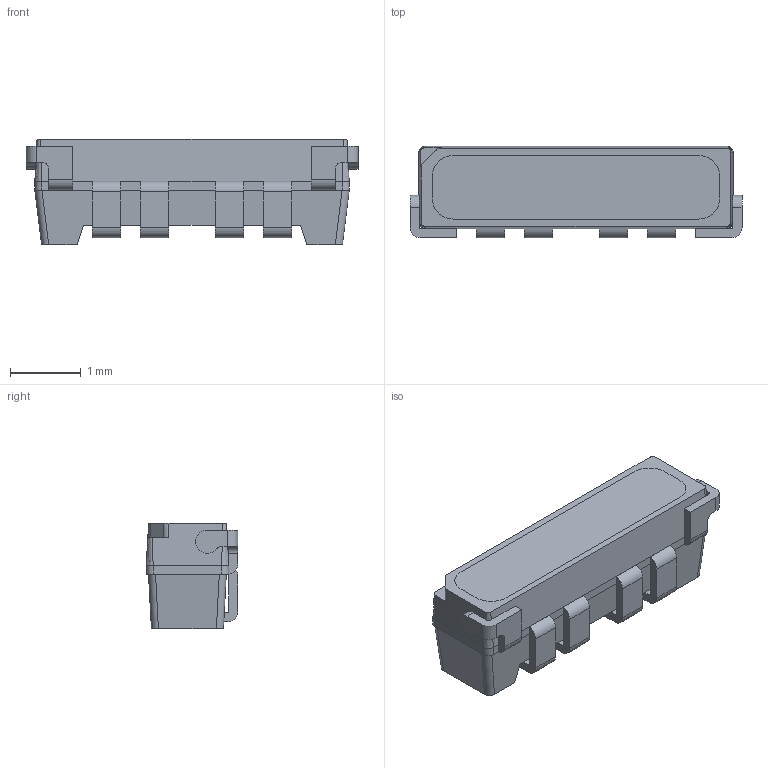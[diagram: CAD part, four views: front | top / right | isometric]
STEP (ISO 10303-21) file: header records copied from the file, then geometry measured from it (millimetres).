
FILE_DESCRIPTION (( 'STEP AP214' ), '1' );
FILE_NAME ('QLS6A-FKW-CNSNSF043.STEP', '2021-12-01T07:55:36', ( '' ), ( '' ), 'SwSTEP 2.0', 'SolidWorks 2017', '' );
FILE_SCHEMA (( 'AUTOMOTIVE_DESIGN' ));
Length unit declared in the file: millimetre
Products named in the file (1): QLS6A-FKW-CNSNSF043
Bounding box: 4.7 x 1.3 x 1.5 mm (x, y, z)
Volume: 6.7 mm3; surface area: 53.1 mm2
Topology: 9 solids, 9 shells, 130 faces, 320 edges, 210 vertices
Faces by surface type: plane 78, cylinder 44, torus 4, bspline 4
Entity records: 4122 total; most frequent: CARTESIAN_POINT 935, ORIENTED_EDGE 640, DIRECTION 628, EDGE_CURVE 320, VERTEX_POINT 210, LINE 210, VECTOR 210, AXIS2_PLACEMENT_3D 209
